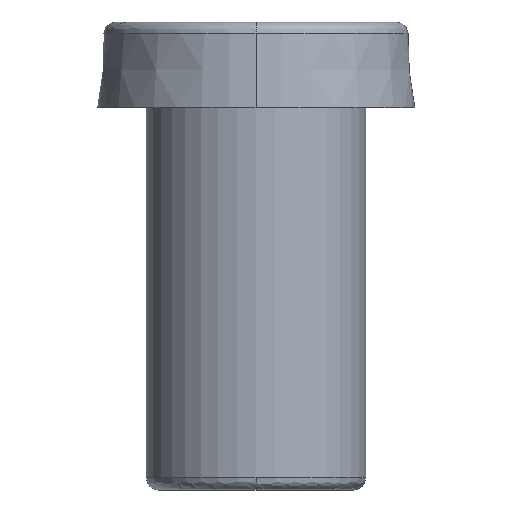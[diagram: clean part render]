
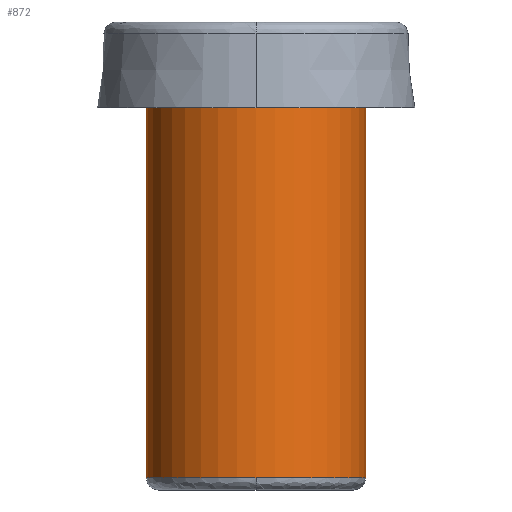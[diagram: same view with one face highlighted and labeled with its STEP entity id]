
A CAD part, left-side view. The second image highlights one B-rep face of the part: STEP entity #872.
In plain terms, the highlighted cylindrical face has radius 4.5 mm (diameter 9 mm), a partial arc.
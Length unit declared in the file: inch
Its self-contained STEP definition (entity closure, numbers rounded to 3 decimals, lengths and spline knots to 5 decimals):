
#43 = DIRECTION ( 'NONE',  ( 0., 0., 1. ) ) ;
#67 = DIRECTION ( 'NONE',  ( 0., 1., 0. ) ) ;
#391 = ORIENTED_EDGE ( 'NONE', *, *, #1429, .T. ) ;
#629 = AXIS2_PLACEMENT_3D ( 'NONE', #2458, #3410, #5614 ) ;
#872 = ADVANCED_FACE ( 'NONE', ( #936 ), #4371, .T. ) ;
#929 = CARTESIAN_POINT ( 'NONE',  ( 0., 0., 0.01969 ) ) ;
#936 = FACE_OUTER_BOUND ( 'NONE', #947, .T. ) ;
#947 = EDGE_LOOP ( 'NONE', ( #5095, #3774, #4377, #391, #3645 ) ) ;
#949 = CARTESIAN_POINT ( 'NONE',  ( 0., 0.17717, 0.61643 ) ) ;
#955 = EDGE_CURVE ( 'NONE', #3802, #1964, #4028, .T. ) ;
#1019 = VERTEX_POINT ( 'NONE', #5170 ) ;
#1056 = VECTOR ( 'NONE', #1981, 39.37008 ) ;
#1142 = EDGE_CURVE ( 'NONE', #2795, #1019, #5208, .T. ) ;
#1273 = CIRCLE ( 'NONE', #4593, 0.17717 ) ;
#1394 = CARTESIAN_POINT ( 'NONE',  ( 0., -0.17717, 0.61643 ) ) ;
#1429 = EDGE_CURVE ( 'NONE', #5635, #2795, #1273, .T. ) ;
#1599 = DIRECTION ( 'NONE',  ( 0., 0., -1. ) ) ;
#1904 = AXIS2_PLACEMENT_3D ( 'NONE', #3357, #1599, #4690 ) ;
#1964 = VERTEX_POINT ( 'NONE', #949 ) ;
#1981 = DIRECTION ( 'NONE',  ( 0., 0., -1. ) ) ;
#2282 = EDGE_CURVE ( 'NONE', #1964, #5635, #3959, .T. ) ;
#2458 = CARTESIAN_POINT ( 'NONE',  ( 0., 0., 0.30822 ) ) ;
#2565 = CARTESIAN_POINT ( 'NONE',  ( 0., -0.17717, 0.30822 ) ) ;
#2667 = CARTESIAN_POINT ( 'NONE',  ( 0., 0., 0.01969 ) ) ;
#2795 = VERTEX_POINT ( 'NONE', #4125 ) ;
#3263 = CARTESIAN_POINT ( 'NONE',  ( 0., 0.17717, 0.30822 ) ) ;
#3357 = CARTESIAN_POINT ( 'NONE',  ( 0., 0., 0.61643 ) ) ;
#3410 = DIRECTION ( 'NONE',  ( 0., 0., -1. ) ) ;
#3645 = ORIENTED_EDGE ( 'NONE', *, *, #1142, .T. ) ;
#3759 = EDGE_CURVE ( 'NONE', #3802, #1019, #5687, .T. ) ;
#3774 = ORIENTED_EDGE ( 'NONE', *, *, #955, .T. ) ;
#3802 = VERTEX_POINT ( 'NONE', #1394 ) ;
#3959 = LINE ( 'NONE', #3263, #1056 ) ;
#4000 = DIRECTION ( 'NONE',  ( 0., 0., 1. ) ) ;
#4028 = CIRCLE ( 'NONE', #1904, 0.17717 ) ;
#4125 = CARTESIAN_POINT ( 'NONE',  ( -0.17717, 0., 0.01969 ) ) ;
#4256 = CARTESIAN_POINT ( 'NONE',  ( 0., 0.17717, 0.01969 ) ) ;
#4308 = AXIS2_PLACEMENT_3D ( 'NONE', #2667, #43, #5334 ) ;
#4371 = CYLINDRICAL_SURFACE ( 'NONE', #629, 0.17717 ) ;
#4377 = ORIENTED_EDGE ( 'NONE', *, *, #2282, .T. ) ;
#4593 = AXIS2_PLACEMENT_3D ( 'NONE', #929, #4000, #67 ) ;
#4690 = DIRECTION ( 'NONE',  ( 0., 1., 0. ) ) ;
#4849 = DIRECTION ( 'NONE',  ( 0., 0., -1. ) ) ;
#5095 = ORIENTED_EDGE ( 'NONE', *, *, #3759, .F. ) ;
#5170 = CARTESIAN_POINT ( 'NONE',  ( 0., -0.17717, 0.01969 ) ) ;
#5208 = CIRCLE ( 'NONE', #4308, 0.17717 ) ;
#5334 = DIRECTION ( 'NONE',  ( 0., 1., 0. ) ) ;
#5479 = VECTOR ( 'NONE', #4849, 39.37008 ) ;
#5614 = DIRECTION ( 'NONE',  ( 0., 1., 0. ) ) ;
#5635 = VERTEX_POINT ( 'NONE', #4256 ) ;
#5687 = LINE ( 'NONE', #2565, #5479 ) ;
